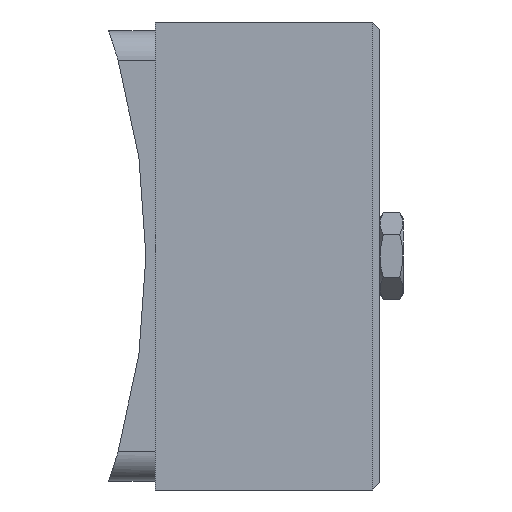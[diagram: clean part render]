
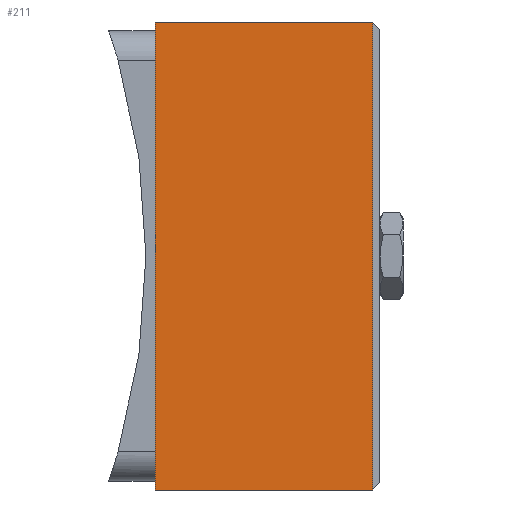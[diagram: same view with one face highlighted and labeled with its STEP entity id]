
A CAD part, left-side view. The second image highlights one B-rep face of the part: STEP entity #211.
In plain terms, the highlighted planar face has unit normal (-1, 0, 0).
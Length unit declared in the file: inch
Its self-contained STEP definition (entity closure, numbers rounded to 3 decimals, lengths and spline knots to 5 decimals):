
#210 = LINE ( 'NONE', #2626, #1395 ) ;
#211 = ADVANCED_FACE ( 'NONE', ( #4293 ), #1528, .F. ) ;
#276 = VECTOR ( 'NONE', #2450, 39.37008 ) ;
#744 = VECTOR ( 'NONE', #1856, 39.37008 ) ;
#896 = ORIENTED_EDGE ( 'NONE', *, *, #3895, .F. ) ;
#1112 = LINE ( 'NONE', #4306, #744 ) ;
#1119 = EDGE_LOOP ( 'NONE', ( #2451, #1914, #896, #3540 ) ) ;
#1280 = DIRECTION ( 'NONE',  ( 0., 0., 1. ) ) ;
#1350 = CARTESIAN_POINT ( 'NONE',  ( -1.9685, 0.03, 0.9845 ) ) ;
#1394 = CARTESIAN_POINT ( 'NONE',  ( -1.9685, 0.945, 0.9845 ) ) ;
#1395 = VECTOR ( 'NONE', #1280, 39.37008 ) ;
#1528 = PLANE ( 'NONE',  #2383 ) ;
#1684 = CARTESIAN_POINT ( 'NONE',  ( -1.9685, 0.03, 0.9845 ) ) ;
#1856 = DIRECTION ( 'NONE',  ( 0., -1., 0. ) ) ;
#1914 = ORIENTED_EDGE ( 'NONE', *, *, #4021, .T. ) ;
#2036 = DIRECTION ( 'NONE',  ( 0., 0., 1. ) ) ;
#2182 = DIRECTION ( 'NONE',  ( 1., 0., 0. ) ) ;
#2383 = AXIS2_PLACEMENT_3D ( 'NONE', #2589, #2182, #3574 ) ;
#2391 = VECTOR ( 'NONE', #2036, 39.37008 ) ;
#2414 = VERTEX_POINT ( 'NONE', #1394 ) ;
#2450 = DIRECTION ( 'NONE',  ( 0., -1., 0. ) ) ;
#2451 = ORIENTED_EDGE ( 'NONE', *, *, #4083, .T. ) ;
#2556 = EDGE_CURVE ( 'NONE', #3241, #2414, #210, .T. ) ;
#2589 = CARTESIAN_POINT ( 'NONE',  ( -1.9685, 0.945, 0.9845 ) ) ;
#2626 = CARTESIAN_POINT ( 'NONE',  ( -1.9685, 0.945, 0.9845 ) ) ;
#2920 = VERTEX_POINT ( 'NONE', #1684 ) ;
#3054 = LINE ( 'NONE', #1350, #2391 ) ;
#3241 = VERTEX_POINT ( 'NONE', #3788 ) ;
#3540 = ORIENTED_EDGE ( 'NONE', *, *, #2556, .F. ) ;
#3574 = DIRECTION ( 'NONE',  ( 0., 0., -1. ) ) ;
#3788 = CARTESIAN_POINT ( 'NONE',  ( -1.9685, 0.945, -0.9845 ) ) ;
#3895 = EDGE_CURVE ( 'NONE', #2414, #2920, #1112, .T. ) ;
#4021 = EDGE_CURVE ( 'NONE', #4427, #2920, #3054, .T. ) ;
#4083 = EDGE_CURVE ( 'NONE', #3241, #4427, #4579, .T. ) ;
#4293 = FACE_OUTER_BOUND ( 'NONE', #1119, .T. ) ;
#4306 = CARTESIAN_POINT ( 'NONE',  ( -1.9685, 0.945, 0.9845 ) ) ;
#4360 = CARTESIAN_POINT ( 'NONE',  ( -1.9685, 0.03, -0.9845 ) ) ;
#4427 = VERTEX_POINT ( 'NONE', #4360 ) ;
#4548 = CARTESIAN_POINT ( 'NONE',  ( -1.9685, 0.945, -0.9845 ) ) ;
#4579 = LINE ( 'NONE', #4548, #276 ) ;
